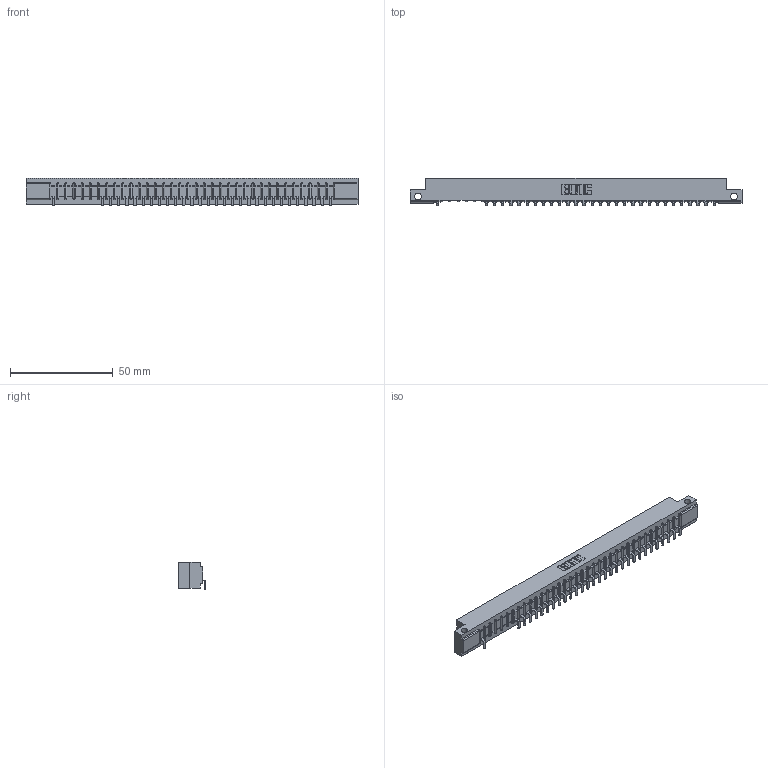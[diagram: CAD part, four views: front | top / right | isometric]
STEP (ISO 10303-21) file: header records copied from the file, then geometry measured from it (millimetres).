
FILE_DESCRIPTION (( 'STEP AP203' ), '1' );
FILE_NAME ('357-035-553-112.STEP', '2018-08-10T04:38:57', ( '' ), ( '' ), 'SwSTEP 2.0', 'SolidWorks 2016', '' );
FILE_SCHEMA (( 'CONFIG_CONTROL_DESIGN' ));
Length unit declared in the file: inch
Products named in the file (3): 357-035-553-112; 307 Part_.128 Dia Side Mounting Holes; 307-290-002_553
Assembly tree (31 placements, depth 2):
  357-035-553-112
    307 Part_.128 Dia Side Mounting Holes
    307-290-002_553  x30
Bounding box: 161.7 x 13.32 x 13.5 mm (x, y, z)
Volume: 16964.4 mm3; surface area: 20234.5 mm2
Topology: 31 solids, 31 shells, 2594 faces, 7963 edges, 5210 vertices
Faces by surface type: plane 1540, cylinder 982, sphere 72
Entity records: 31564 total; most frequent: CARTESIAN_POINT 5347, ORIENTED_EDGE 5342, DIRECTION 5193, EDGE_CURVE 2671, LINE 2041, VECTOR 2041, VERTEX_POINT 1730, AXIS2_PLACEMENT_3D 1576
